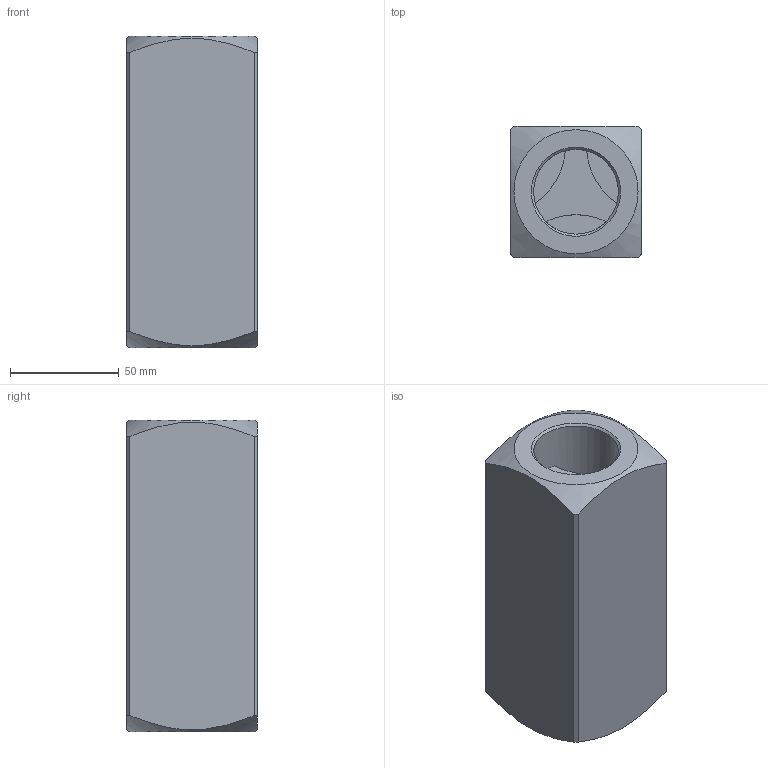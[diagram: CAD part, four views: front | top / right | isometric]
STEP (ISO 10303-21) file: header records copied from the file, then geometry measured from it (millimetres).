
FILE_DESCRIPTION(/* description */ (''),/* implementation_level */ '2;1');
FILE_NAME(/* name */ 'RV-DN25-G1 1_4.stp',/* time_stamp */ '2019-09-18T08:49:42+02:00',/* author */ ('sbaus'),/* organization */ (''),/* preprocessor_version */ 'ST-DEVELOPER v17',/* originating_system */ 'Autodesk Inventor 2018',/* authorisation */ '');
FILE_SCHEMA (('AUTOMOTIVE_DESIGN { 1 0 10303 214 3 1 1 }'));
Length unit declared in the file: millimetre
Products named in the file (1): RV-DN25-G1 1_4
Bounding box: 60 x 60 x 143 mm (x, y, z)
Volume: 431079.4 mm3; surface area: 49611.1 mm2
Topology: 1 solids, 1 shells, 33 faces, 87 edges, 57 vertices
Faces by surface type: plane 16, cone 8, cylinder 7, torus 2
Full cylindrical faces by diameter (mm): 25 x1, 25.5 x1, 38.952 x2
Entity records: 1101 total; most frequent: CARTESIAN_POINT 214, DIRECTION 180, ORIENTED_EDGE 174, EDGE_CURVE 87, AXIS2_PLACEMENT_3D 77, VERTEX_POINT 57, CIRCLE 43, EDGE_LOOP 36
